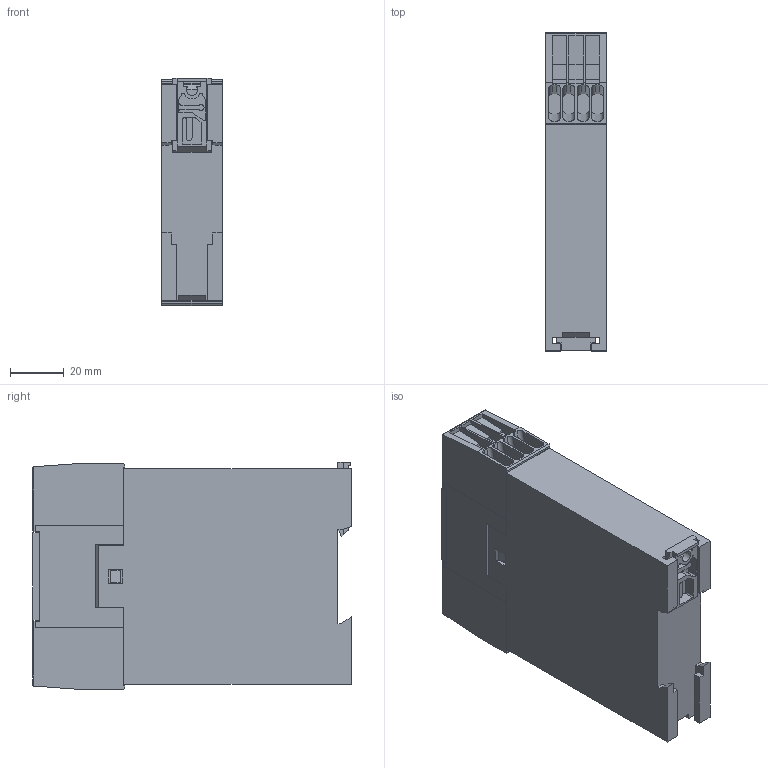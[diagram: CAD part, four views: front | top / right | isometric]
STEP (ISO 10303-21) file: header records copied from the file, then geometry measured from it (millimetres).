
FILE_DESCRIPTION((''),'2;1');
FILE_NAME('158545_ASM','2016-03-22T',('PDMAdmin'),(''),'PRO/ENGINEER BY PARAMETRIC TECHNOLOGY CORPORATION, 2013230','PRO/ENGINEER BY PARAMETRIC TECHNOLOGY CORPORATION, 2013230','');
FILE_SCHEMA(('CONFIG_CONTROL_DESIGN'));
Products named in the file (9): 112333; 112333_CLIP; 112333_ASM; 52448; 58726; 142089; DIN_BOX_EMPTY_22-5MM_ASM; 60987---GM-FA-10J_ASM; 158545_ASM
Assembly tree (9 placements, depth 5):
  158545_ASM
    60987---GM-FA-10J_ASM
      DIN_BOX_EMPTY_22-5MM_ASM
        112333_ASM
          112333
          112333_CLIP
        52448
        58726
        142089  x2
Bounding box: 22.61 x 118.04 x 84.21 mm (x, y, z)
Volume: 70709 mm3; surface area: 66166.5 mm2
Topology: 6 solids, 6 shells, 848 faces, 2467 edges, 1640 vertices
Faces by surface type: plane 641, cylinder 179, torus 28
Entity records: 19198 total; most frequent: CARTESIAN_POINT 3657, ORIENTED_EDGE 3326, DIRECTION 3050, EDGE_CURVE 1663, VECTOR 1370, LINE 1370, VERTEX_POINT 1106, AXIS2_PLACEMENT_3D 840
